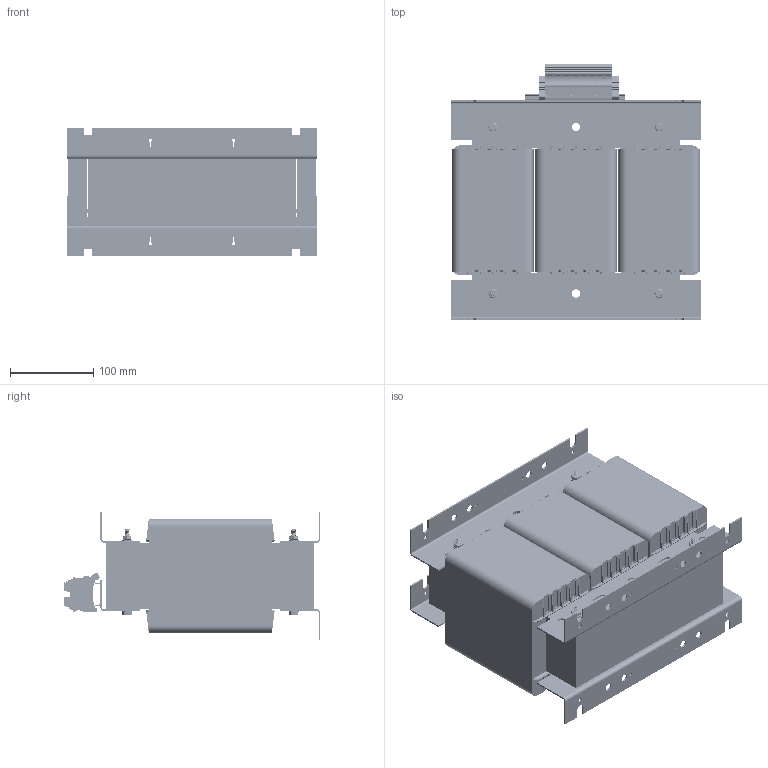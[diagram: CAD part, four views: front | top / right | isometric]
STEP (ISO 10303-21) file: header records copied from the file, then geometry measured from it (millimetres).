
FILE_DESCRIPTION(/* description */ (''),/* implementation_level */ '2;1');
FILE_NAME(/* name */ 'TTX4.stp',/* time_stamp */ '2023-06-06T08:09:47+02:00',/* author */ ('sb'),/* organization */ (''),/* preprocessor_version */ 'ST-DEVELOPER v16.13',/* originating_system */ 'Autodesk Inventor 2018',/* authorisation */ '');
FILE_SCHEMA (('AUTOMOTIVE_DESIGN { 1 0 10303 214 3 1 1 }'));
Length unit declared in the file: millimetre
Products named in the file (14): RC50X80; Núcleo RC50x80; BRI50-3IP025; DIN 934 - M6; TOR6100E; DIN 125 - A 6,4; RC50X80_1; BOBINARC50x80; Carrete 50x80 EI III; 7xBOR0610+BOR010T; AVK 10_Tierra; AVK 10; Guía DIN 120; 495049_KD3_Grey
Assembly tree (37 placements, depth 3):
  RC50X80
    Núcleo RC50x80
    BRI50-3IP025  x4
    DIN 934 - M6  x4
    DIN 125 - A 6,4  x8
    TOR6100E  x4
    RC50X80_1  x3
      BOBINARC50x80
      Carrete 50x80 EI III
    7xBOR0610+BOR010T
      AVK 10_Tierra
      AVK 10  x7
      Guía DIN 120
      495049_KD3_Grey
Bounding box: 300 x 308.11 x 154 mm (x, y, z)
Volume: 8178185.4 mm3; surface area: 1248940.4 mm2
Topology: 38 solids, 38 shells, 2672 faces, 7762 edges, 5192 vertices
Faces by surface type: plane 1898, cylinder 726, torus 24, cone 16, bspline 8
Full cylindrical faces by diameter (mm): 3 x2, 3.5 x8, 4.917 x12, 5.3 x16, 5.8 x2, 6.4 x8, 9 x16, 10 x22, 12 x8
Entity records: 42896 total; most frequent: CARTESIAN_POINT 16140, ORIENTED_EDGE 5562, DIRECTION 5284, EDGE_CURVE 2781, LINE 2198, VECTOR 2198, VERTEX_POINT 1868, AXIS2_PLACEMENT_3D 1543
